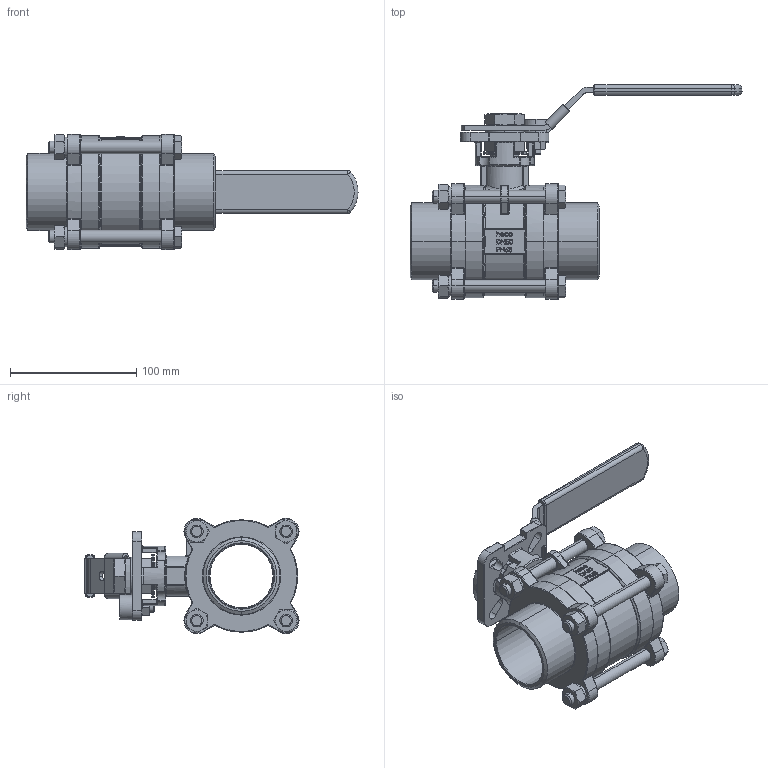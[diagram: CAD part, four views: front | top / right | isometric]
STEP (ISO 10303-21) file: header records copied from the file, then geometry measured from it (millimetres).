
FILE_DESCRIPTION (( 'STEP AP214' ), '1' );
FILE_NAME ('K3-200-0SS-4 Kugelhahn 1801.STEP', '2018-01-03T10:33:07', ( '' ), ( '' ), 'SwSTEP 2.0', 'SolidWorks 2016', '' );
FILE_SCHEMA (( 'AUTOMOTIVE_DESIGN' ));
Length unit declared in the file: millimetre
Products named in the file (1): K3-200-0SS-4 Kugelhahn 1801
Bounding box: 263 x 169.61 x 91.21 mm (x, y, z)
Volume: 587211.7 mm3; surface area: 134830.7 mm2
Topology: 1 solids, 1 shells, 1737 faces, 4252 edges, 2522 vertices
Faces by surface type: plane 484, cylinder 403, bspline 388, torus 269, cone 147, sphere 46
Entity records: 72151 total; most frequent: CARTESIAN_POINT 29724, ORIENTED_EDGE 8388, DIRECTION 7436, EDGE_CURVE 4194, AXIS2_PLACEMENT_3D 2901, VERTEX_POINT 2522, EDGE_LOOP 1838, ADVANCED_FACE 1737
